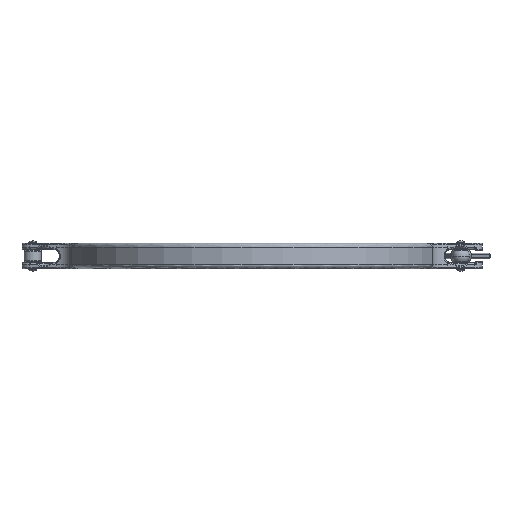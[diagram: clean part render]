
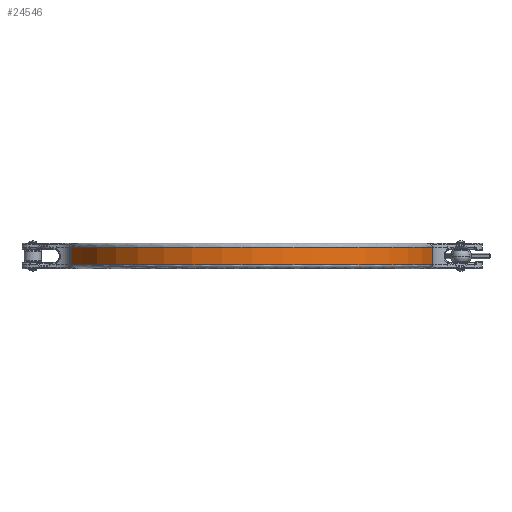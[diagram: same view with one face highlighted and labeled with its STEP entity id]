
A CAD part, front view. The second image highlights one B-rep face of the part: STEP entity #24546.
In plain terms, the highlighted cylindrical face has radius 174 mm (diameter 348 mm), a partial arc.
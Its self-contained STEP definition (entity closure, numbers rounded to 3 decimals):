
#149 = CARTESIAN_POINT ( 'NONE',  ( 0., 0., 12. ) ) ;
#1661 = EDGE_CURVE ( 'NONE', #3033, #22651, #23797, .T. ) ;
#3033 = VERTEX_POINT ( 'NONE', #13500 ) ;
#3100 = VECTOR ( 'NONE', #14117, 1000. ) ;
#3183 = ORIENTED_EDGE ( 'NONE', *, *, #1661, .T. ) ;
#3453 = VERTEX_POINT ( 'NONE', #9932 ) ;
#4511 = DIRECTION ( 'NONE',  ( 0., 0., -1. ) ) ;
#5873 = CARTESIAN_POINT ( 'NONE',  ( -168.436, 43.651, -8. ) ) ;
#6377 = ORIENTED_EDGE ( 'NONE', *, *, #8465, .T. ) ;
#8465 = EDGE_CURVE ( 'NONE', #3453, #3033, #11963, .T. ) ;
#9932 = CARTESIAN_POINT ( 'NONE',  ( -168.436, 43.651, 8. ) ) ;
#10043 = CARTESIAN_POINT ( 'NONE',  ( 0., 0., -8. ) ) ;
#11492 = ORIENTED_EDGE ( 'NONE', *, *, #22243, .T. ) ;
#11644 = AXIS2_PLACEMENT_3D ( 'NONE', #149, #23445, #17648 ) ;
#11955 = DIRECTION ( 'NONE',  ( -1., 0., 0. ) ) ;
#11963 = CIRCLE ( 'NONE', #19058, 174. ) ;
#12075 = EDGE_LOOP ( 'NONE', ( #13808, #11492, #6377, #3183 ) ) ;
#12777 = LINE ( 'NONE', #23568, #3100 ) ;
#12822 = VECTOR ( 'NONE', #23174, 1000. ) ;
#13500 = CARTESIAN_POINT ( 'NONE',  ( 168.436, 43.651, 8. ) ) ;
#13808 = ORIENTED_EDGE ( 'NONE', *, *, #24081, .T. ) ;
#14117 = DIRECTION ( 'NONE',  ( 0., 0., 1. ) ) ;
#16116 = CARTESIAN_POINT ( 'NONE',  ( 0., 0., 8. ) ) ;
#16559 = AXIS2_PLACEMENT_3D ( 'NONE', #10043, #23636, #11955 ) ;
#17072 = VERTEX_POINT ( 'NONE', #5873 ) ;
#17648 = DIRECTION ( 'NONE',  ( -1., 0., 0. ) ) ;
#18074 = DIRECTION ( 'NONE',  ( -1., 0., 0. ) ) ;
#18195 = FACE_OUTER_BOUND ( 'NONE', #12075, .T. ) ;
#19058 = AXIS2_PLACEMENT_3D ( 'NONE', #16116, #4511, #18074 ) ;
#20952 = CIRCLE ( 'NONE', #16559, 174. ) ;
#22011 = CARTESIAN_POINT ( 'NONE',  ( 168.436, 43.651, -8. ) ) ;
#22243 = EDGE_CURVE ( 'NONE', #17072, #3453, #12777, .T. ) ;
#22651 = VERTEX_POINT ( 'NONE', #22011 ) ;
#22756 = CYLINDRICAL_SURFACE ( 'NONE', #11644, 174. ) ;
#23174 = DIRECTION ( 'NONE',  ( 0., 0., -1. ) ) ;
#23445 = DIRECTION ( 'NONE',  ( 0., 0., -1. ) ) ;
#23568 = CARTESIAN_POINT ( 'NONE',  ( -168.436, 43.651, 12. ) ) ;
#23636 = DIRECTION ( 'NONE',  ( 0., 0., 1. ) ) ;
#23797 = LINE ( 'NONE', #24674, #12822 ) ;
#24081 = EDGE_CURVE ( 'NONE', #22651, #17072, #20952, .T. ) ;
#24546 = ADVANCED_FACE ( 'NONE', ( #18195 ), #22756, .T. ) ;
#24674 = CARTESIAN_POINT ( 'NONE',  ( 168.436, 43.651, 12. ) ) ;
